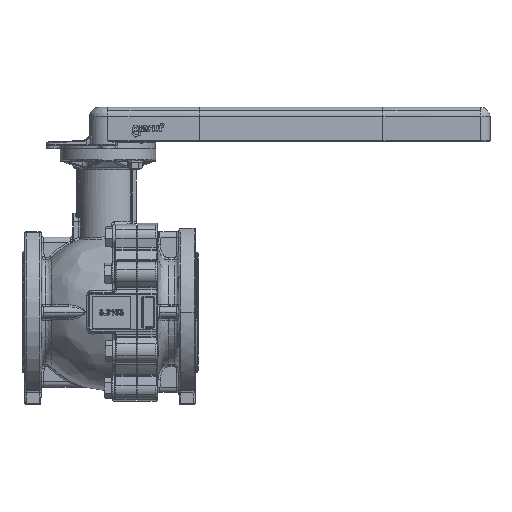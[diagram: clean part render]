
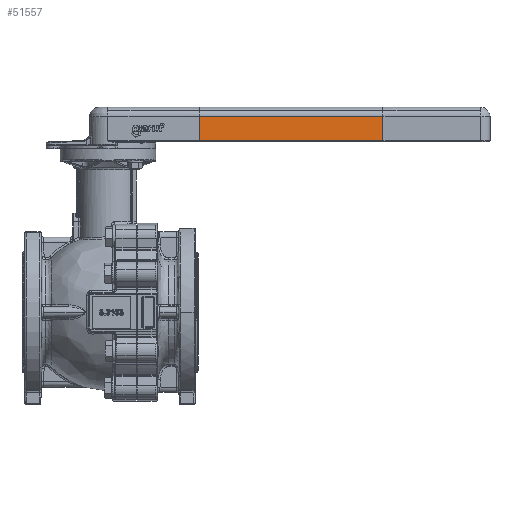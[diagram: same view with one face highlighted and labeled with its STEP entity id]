
A CAD part, front view. The second image highlights one B-rep face of the part: STEP entity #51557.
In plain terms, the highlighted planar face has unit normal (0.048, -0.999, 0).
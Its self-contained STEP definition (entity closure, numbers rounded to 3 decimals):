
#13280=CARTESIAN_POINT('',(120.,-24.,224.));
#13281=VERTEX_POINT('',#13280);
#13290=CARTESIAN_POINT('',(120.,-24.,256.));
#13291=VERTEX_POINT('',#13290);
#13292=CARTESIAN_POINT('',(120.,-24.,224.));
#13293=DIRECTION('',(0.,0.,1.));
#13294=VECTOR('',#13293,32.);
#13295=LINE('',#13292,#13294);
#13296=EDGE_CURVE('',#13281,#13291,#13295,.T.);
#51527=CARTESIAN_POINT('',(120.,-24.,223.));
#51528=DIRECTION('',(0.048,-0.999,0.));
#51529=DIRECTION('',(0.999,0.048,0.));
#51530=AXIS2_PLACEMENT_3D('',#51527,#51528,#51529);
#51531=PLANE('',#51530);
#51532=CARTESIAN_POINT('',(360.,-12.5,224.));
#51533=VERTEX_POINT('',#51532);
#51534=CARTESIAN_POINT('',(360.,-12.5,224.));
#51535=DIRECTION('',(-0.999,-0.048,-0.));
#51536=VECTOR('',#51535,240.275);
#51537=LINE('',#51534,#51536);
#51538=EDGE_CURVE('',#51533,#13281,#51537,.T.);
#51539=ORIENTED_EDGE('',*,*,#51538,.F.);
#51540=CARTESIAN_POINT('',(360.,-12.5,256.));
#51541=VERTEX_POINT('',#51540);
#51542=CARTESIAN_POINT('',(360.,-12.5,224.));
#51543=DIRECTION('',(0.,0.,1.));
#51544=VECTOR('',#51543,32.);
#51545=LINE('',#51542,#51544);
#51546=EDGE_CURVE('',#51533,#51541,#51545,.T.);
#51547=ORIENTED_EDGE('',*,*,#51546,.T.);
#51548=CARTESIAN_POINT('',(120.,-24.,256.));
#51549=DIRECTION('',(0.999,0.048,0.));
#51550=VECTOR('',#51549,240.275);
#51551=LINE('',#51548,#51550);
#51552=EDGE_CURVE('',#13291,#51541,#51551,.T.);
#51553=ORIENTED_EDGE('',*,*,#51552,.F.);
#51554=ORIENTED_EDGE('',*,*,#13296,.F.);
#51555=EDGE_LOOP('',(#51539,#51547,#51553,#51554));
#51556=FACE_BOUND('',#51555,.T.);
#51557=ADVANCED_FACE('',(#51556),#51531,.T.);
